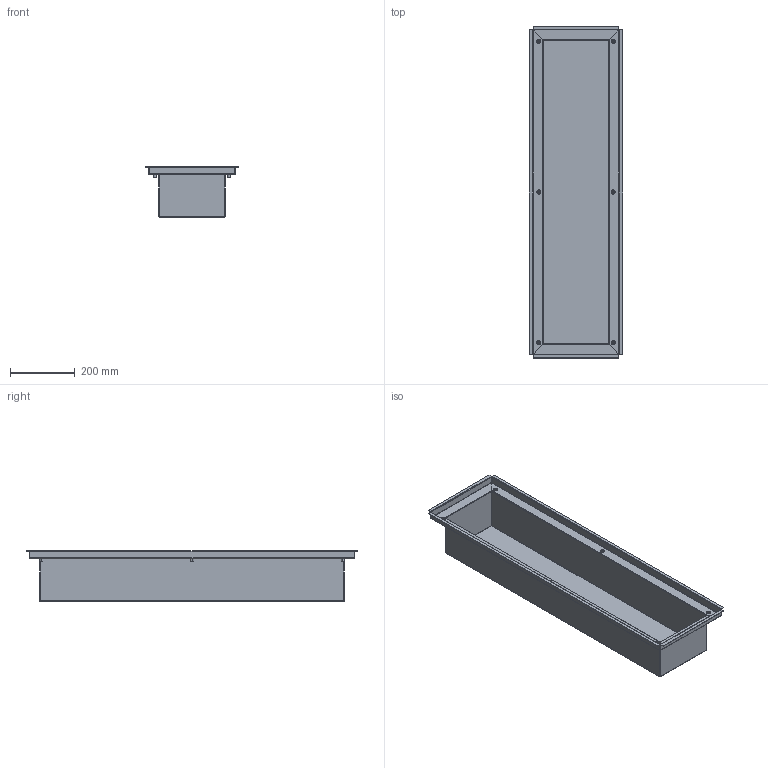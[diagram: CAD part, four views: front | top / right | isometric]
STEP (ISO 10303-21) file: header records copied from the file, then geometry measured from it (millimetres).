
FILE_DESCRIPTION (( 'STEP AP214' ), '1' );
FILE_NAME ('CAJA CONEXIONES CPM-200-2021.STEP', '2021-02-22T18:46:25', ( '' ), ( '' ), 'SwSTEP 2.0', 'SolidWorks 2013', '' );
FILE_SCHEMA (( 'AUTOMOTIVE_DESIGN' ));
Length unit declared in the file: millimetre
Products named in the file (1): CAJA CONEXIONES CPM-200-2021
Bounding box: 290 x 1028 x 155.5 mm (x, y, z)
Volume: 978059.7 mm3; surface area: 1309608.8 mm2
Topology: 7 solids, 7 shells, 238 faces, 496 edges, 284 vertices
Faces by surface type: plane 126, cylinder 80, cone 24, bspline 8
Entity records: 6816 total; most frequent: CARTESIAN_POINT 1443, DIRECTION 1122, ORIENTED_EDGE 992, EDGE_CURVE 496, AXIS2_PLACEMENT_3D 411, LINE 300, VECTOR 300, VERTEX_POINT 284
